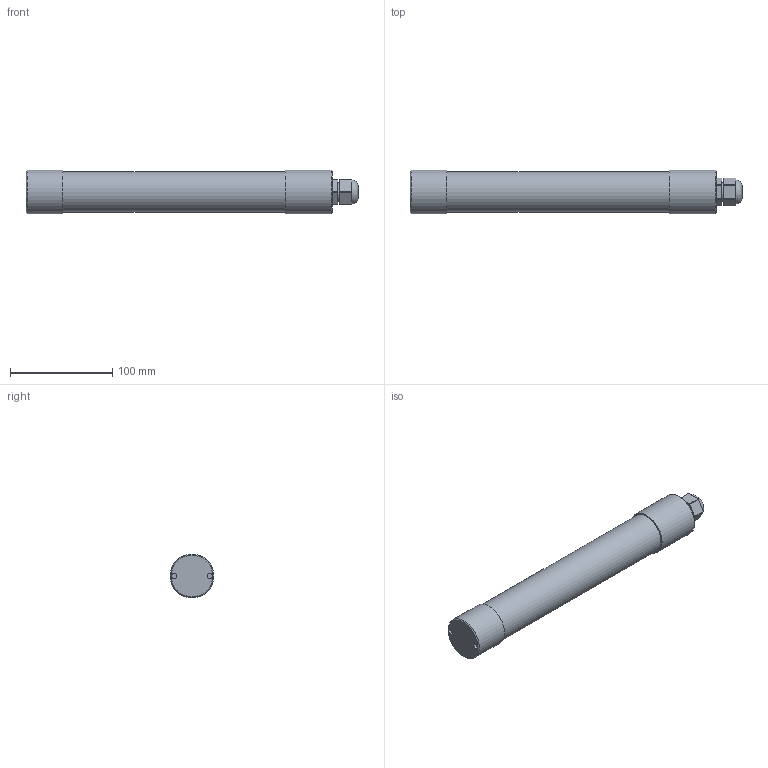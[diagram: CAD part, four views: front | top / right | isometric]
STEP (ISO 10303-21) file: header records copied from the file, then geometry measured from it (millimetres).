
FILE_DESCRIPTION(/* description */ (''),/* implementation_level */ '2;1');
FILE_NAME(/* name */ 'KE-LED-EX 4003.stp',/* time_stamp */ '2025-05-20T06:52:47+02:00',/* author */ ('stree'),/* organization */ (''),/* preprocessor_version */ 'ST-DEVELOPER v20.1',/* originating_system */ 'Autodesk Inventor 2026',/* authorisation */ '');
FILE_SCHEMA (('AUTOMOTIVE_DESIGN { 1 0 10303 214 3 1 1 }'));
Length unit declared in the file: millimetre
Products named in the file (6): KE-LED-EX 4003 Baugruppe; KE-LED-EX 4003 Platine; KE-LED-EX 4003 Rohr; KE-LED-EX 4003 Verschraubung Oben; KE-LED-EX 4003 Verschraubung Unten; Kabelverschraubung M20
Assembly tree (5 placements, depth 2):
  KE-LED-EX 4003 Baugruppe
    KE-LED-EX 4003 Platine
    KE-LED-EX 4003 Rohr
    KE-LED-EX 4003 Verschraubung Oben
    KE-LED-EX 4003 Verschraubung Unten
    Kabelverschraubung M20
Bounding box: 325 x 43 x 43 mm (x, y, z)
Volume: 308359.1 mm3; surface area: 131899.6 mm2
Topology: 5 solids, 6 shells, 112 faces, 221 edges, 146 vertices
Faces by surface type: plane 65, cylinder 41, torus 3, cone 2, bspline 1
Full cylindrical faces by diameter (mm): 3 x3, 5.3 x4, 10 x2, 15 x1, 18 x1, 20 x2, 34 x3, 38 x4, 39 x4, 40 x1, 40.5 x2, 43 x2
Entity records: 3230 total; most frequent: DIRECTION 559, CARTESIAN_POINT 516, ORIENTED_EDGE 442, EDGE_CURVE 221, AXIS2_PLACEMENT_3D 216, EDGE_LOOP 147, VERTEX_POINT 146, LINE 127
